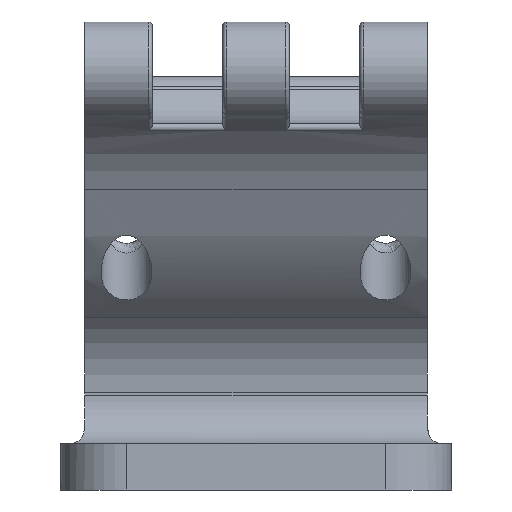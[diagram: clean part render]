
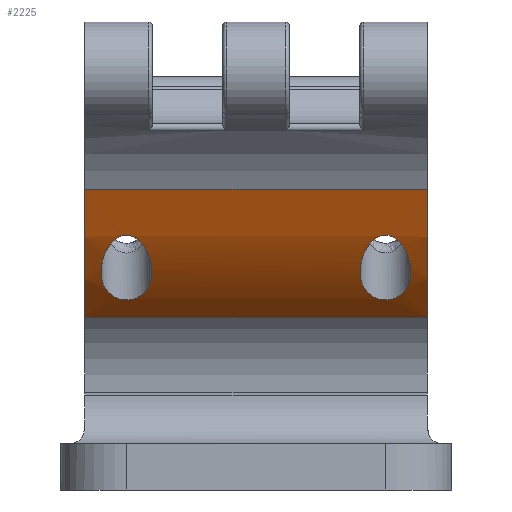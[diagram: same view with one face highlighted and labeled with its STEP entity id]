
A CAD part, left-side view. The second image highlights one B-rep face of the part: STEP entity #2225.
In plain terms, the highlighted cylindrical face has radius 41.656 mm (diameter 83.312 mm), a partial arc.
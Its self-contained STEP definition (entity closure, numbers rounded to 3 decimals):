
#104=FACE_BOUND('',#634,.T.);
#105=FACE_BOUND('',#635,.T.);
#210=LINE('',#4889,#305);
#211=LINE('',#4890,#306);
#305=VECTOR('',#3049,44.45);
#306=VECTOR('',#3050,44.45);
#364=CYLINDRICAL_SURFACE('',#2488,41.656);
#470=FACE_OUTER_BOUND('',#633,.T.);
#633=EDGE_LOOP('',(#1884,#1885,#1886,#1887));
#634=EDGE_LOOP('',(#1888));
#635=EDGE_LOOP('',(#1889));
#725=B_SPLINE_CURVE_WITH_KNOTS('',3,(#4072,#4073,#4074,#4075,#4076,#4077,
#4078,#4079,#4080,#4081,#4082,#4083,#4084,#4085,#4086,#4087,#4088,#4089,
#4090,#4091,#4092,#4093,#4094,#4095,#4096,#4097,#4098,#4099,#4100,#4101,
#4102,#4103,#4104,#4105,#4106,#4107,#4108,#4109),.UNSPECIFIED.,.T.,.F.,
(4,2,2,2,2,2,2,2,2,2,2,2,2,2,2,2,2,2,4),(0.,0.121,0.243,
0.436,0.629,0.85,1.07,1.198,
1.261,1.325,1.389,1.452,1.58,
1.8,2.021,2.214,2.407,2.529,
2.65),.UNSPECIFIED.);
#729=B_SPLINE_CURVE_WITH_KNOTS('',3,(#4314,#4315,#4316,#4317,#4318,#4319,
#4320,#4321,#4322,#4323,#4324,#4325,#4326,#4327,#4328,#4329,#4330,#4331,
#4332,#4333,#4334,#4335,#4336,#4337,#4338,#4339,#4340,#4341,#4342,#4343,
#4344,#4345,#4346,#4347,#4348,#4349,#4350,#4351),.UNSPECIFIED.,.T.,.F.,
(4,2,2,2,2,2,2,2,2,2,2,2,2,2,2,2,2,2,4),(0.,0.121,0.243,
0.436,0.629,0.85,1.07,1.198,
1.261,1.325,1.389,1.452,1.58,
1.8,2.021,2.214,2.407,2.529,
2.65),.UNSPECIFIED.);
#805=CIRCLE('',#2343,41.656);
#813=CIRCLE('',#2355,41.656);
#964=VERTEX_POINT('',#4071);
#967=VERTEX_POINT('',#4313);
#1005=VERTEX_POINT('',#4498);
#1006=VERTEX_POINT('',#4500);
#1016=VERTEX_POINT('',#4529);
#1017=VERTEX_POINT('',#4531);
#1193=EDGE_CURVE('',#964,#964,#725,.T.);
#1199=EDGE_CURVE('',#967,#967,#729,.T.);
#1246=EDGE_CURVE('',#1006,#1005,#805,.T.);
#1262=EDGE_CURVE('',#1016,#1017,#813,.T.);
#1394=EDGE_CURVE('',#1006,#1016,#210,.T.);
#1395=EDGE_CURVE('',#1005,#1017,#211,.T.);
#1884=ORIENTED_EDGE('',*,*,#1394,.F.);
#1885=ORIENTED_EDGE('',*,*,#1246,.T.);
#1886=ORIENTED_EDGE('',*,*,#1395,.T.);
#1887=ORIENTED_EDGE('',*,*,#1262,.F.);
#1888=ORIENTED_EDGE('',*,*,#1199,.T.);
#1889=ORIENTED_EDGE('',*,*,#1193,.T.);
#2225=ADVANCED_FACE('',(#470,#104,#105),#364,.T.);
#2343=AXIS2_PLACEMENT_3D('',#4501,#2702,#2703);
#2355=AXIS2_PLACEMENT_3D('',#4532,#2734,#2735);
#2488=AXIS2_PLACEMENT_3D('',#4888,#3047,#3048);
#2702=DIRECTION('center_axis',(0.,1.,0.));
#2703=DIRECTION('ref_axis',(-0.643,0.,-0.766));
#2734=DIRECTION('center_axis',(0.,1.,0.));
#2735=DIRECTION('ref_axis',(-0.643,0.,-0.766));
#3047=DIRECTION('center_axis',(0.,1.,0.));
#3048=DIRECTION('ref_axis',(1.,0.,0.));
#3049=DIRECTION('',(0.,1.,0.));
#3050=DIRECTION('',(0.,1.,0.));
#4071=CARTESIAN_POINT('',(-29.195,5.436,-29.713));
#4072=CARTESIAN_POINT('Ctrl Pts',(-29.195,5.436,-29.713));
#4073=CARTESIAN_POINT('Ctrl Pts',(-29.195,5.84,-29.713));
#4074=CARTESIAN_POINT('Ctrl Pts',(-29.274,6.258,-29.636));
#4075=CARTESIAN_POINT('Ctrl Pts',(-29.563,7.002,-29.348));
#4076=CARTESIAN_POINT('Ctrl Pts',(-29.771,7.33,-29.137));
#4077=CARTESIAN_POINT('Ctrl Pts',(-30.337,7.99,-28.551));
#4078=CARTESIAN_POINT('Ctrl Pts',(-30.764,8.286,-28.094));
#4079=CARTESIAN_POINT('Ctrl Pts',(-31.642,8.661,-27.1));
#4080=CARTESIAN_POINT('Ctrl Pts',(-32.094,8.738,-26.564));
#4081=CARTESIAN_POINT('Ctrl Pts',(-32.957,8.738,-25.487));
#4082=CARTESIAN_POINT('Ctrl Pts',(-33.439,8.638,-24.852));
#4083=CARTESIAN_POINT('Ctrl Pts',(-34.329,8.226,-23.607));
#4084=CARTESIAN_POINT('Ctrl Pts',(-34.738,7.917,-22.997));
#4085=CARTESIAN_POINT('Ctrl Pts',(-35.258,7.272,-22.186));
#4086=CARTESIAN_POINT('Ctrl Pts',(-35.445,6.971,-21.885));
#4087=CARTESIAN_POINT('Ctrl Pts',(-35.648,6.442,-21.552));
#4088=CARTESIAN_POINT('Ctrl Pts',(-35.703,6.252,-21.46));
#4089=CARTESIAN_POINT('Ctrl Pts',(-35.778,5.855,-21.334));
#4090=CARTESIAN_POINT('Ctrl Pts',(-35.799,5.648,-21.299));
#4091=CARTESIAN_POINT('Ctrl Pts',(-35.799,5.223,-21.299));
#4092=CARTESIAN_POINT('Ctrl Pts',(-35.778,5.016,-21.334));
#4093=CARTESIAN_POINT('Ctrl Pts',(-35.703,4.619,-21.46));
#4094=CARTESIAN_POINT('Ctrl Pts',(-35.648,4.43,-21.552));
#4095=CARTESIAN_POINT('Ctrl Pts',(-35.445,3.901,-21.885));
#4096=CARTESIAN_POINT('Ctrl Pts',(-35.258,3.599,-22.186));
#4097=CARTESIAN_POINT('Ctrl Pts',(-34.738,2.954,-22.997));
#4098=CARTESIAN_POINT('Ctrl Pts',(-34.329,2.645,-23.607));
#4099=CARTESIAN_POINT('Ctrl Pts',(-33.439,2.233,-24.852));
#4100=CARTESIAN_POINT('Ctrl Pts',(-32.957,2.134,-25.487));
#4101=CARTESIAN_POINT('Ctrl Pts',(-32.094,2.134,-26.564));
#4102=CARTESIAN_POINT('Ctrl Pts',(-31.642,2.211,-27.1));
#4103=CARTESIAN_POINT('Ctrl Pts',(-30.764,2.585,-28.094));
#4104=CARTESIAN_POINT('Ctrl Pts',(-30.337,2.882,-28.551));
#4105=CARTESIAN_POINT('Ctrl Pts',(-29.771,3.542,-29.137));
#4106=CARTESIAN_POINT('Ctrl Pts',(-29.563,3.869,-29.348));
#4107=CARTESIAN_POINT('Ctrl Pts',(-29.274,4.614,-29.636));
#4108=CARTESIAN_POINT('Ctrl Pts',(-29.195,5.031,-29.713));
#4109=CARTESIAN_POINT('Ctrl Pts',(-29.195,5.436,-29.713));
#4313=CARTESIAN_POINT('',(-29.195,39.027,-29.713));
#4314=CARTESIAN_POINT('Ctrl Pts',(-29.195,39.027,-29.713));
#4315=CARTESIAN_POINT('Ctrl Pts',(-29.195,39.431,-29.713));
#4316=CARTESIAN_POINT('Ctrl Pts',(-29.274,39.849,-29.636));
#4317=CARTESIAN_POINT('Ctrl Pts',(-29.563,40.594,-29.348));
#4318=CARTESIAN_POINT('Ctrl Pts',(-29.771,40.921,-29.137));
#4319=CARTESIAN_POINT('Ctrl Pts',(-30.337,41.581,-28.551));
#4320=CARTESIAN_POINT('Ctrl Pts',(-30.764,41.878,-28.094));
#4321=CARTESIAN_POINT('Ctrl Pts',(-31.642,42.252,-27.1));
#4322=CARTESIAN_POINT('Ctrl Pts',(-32.094,42.329,-26.564));
#4323=CARTESIAN_POINT('Ctrl Pts',(-32.957,42.329,-25.487));
#4324=CARTESIAN_POINT('Ctrl Pts',(-33.439,42.23,-24.852));
#4325=CARTESIAN_POINT('Ctrl Pts',(-34.329,41.817,-23.607));
#4326=CARTESIAN_POINT('Ctrl Pts',(-34.738,41.509,-22.997));
#4327=CARTESIAN_POINT('Ctrl Pts',(-35.258,40.863,-22.186));
#4328=CARTESIAN_POINT('Ctrl Pts',(-35.445,40.562,-21.885));
#4329=CARTESIAN_POINT('Ctrl Pts',(-35.648,40.033,-21.552));
#4330=CARTESIAN_POINT('Ctrl Pts',(-35.703,39.844,-21.46));
#4331=CARTESIAN_POINT('Ctrl Pts',(-35.778,39.447,-21.334));
#4332=CARTESIAN_POINT('Ctrl Pts',(-35.799,39.239,-21.299));
#4333=CARTESIAN_POINT('Ctrl Pts',(-35.799,38.815,-21.299));
#4334=CARTESIAN_POINT('Ctrl Pts',(-35.778,38.607,-21.334));
#4335=CARTESIAN_POINT('Ctrl Pts',(-35.703,38.21,-21.46));
#4336=CARTESIAN_POINT('Ctrl Pts',(-35.648,38.021,-21.552));
#4337=CARTESIAN_POINT('Ctrl Pts',(-35.445,37.492,-21.885));
#4338=CARTESIAN_POINT('Ctrl Pts',(-35.258,37.191,-22.186));
#4339=CARTESIAN_POINT('Ctrl Pts',(-34.738,36.546,-22.997));
#4340=CARTESIAN_POINT('Ctrl Pts',(-34.329,36.237,-23.607));
#4341=CARTESIAN_POINT('Ctrl Pts',(-33.439,35.825,-24.852));
#4342=CARTESIAN_POINT('Ctrl Pts',(-32.957,35.725,-25.487));
#4343=CARTESIAN_POINT('Ctrl Pts',(-32.094,35.725,-26.564));
#4344=CARTESIAN_POINT('Ctrl Pts',(-31.642,35.802,-27.1));
#4345=CARTESIAN_POINT('Ctrl Pts',(-30.764,36.176,-28.094));
#4346=CARTESIAN_POINT('Ctrl Pts',(-30.337,36.473,-28.551));
#4347=CARTESIAN_POINT('Ctrl Pts',(-29.771,37.133,-29.137));
#4348=CARTESIAN_POINT('Ctrl Pts',(-29.563,37.46,-29.348));
#4349=CARTESIAN_POINT('Ctrl Pts',(-29.274,38.205,-29.636));
#4350=CARTESIAN_POINT('Ctrl Pts',(-29.195,38.623,-29.713));
#4351=CARTESIAN_POINT('Ctrl Pts',(-29.195,39.027,-29.713));
#4498=CARTESIAN_POINT('',(-38.716,0.,-15.372));
#4500=CARTESIAN_POINT('',(-26.765,0.,-31.92));
#4501=CARTESIAN_POINT('Origin',(0.,0.,0.));
#4529=CARTESIAN_POINT('',(-26.765,44.45,-31.92));
#4531=CARTESIAN_POINT('',(-38.716,44.45,-15.372));
#4532=CARTESIAN_POINT('Origin',(0.,44.45,0.));
#4888=CARTESIAN_POINT('Origin',(0.,0.,0.));
#4889=CARTESIAN_POINT('',(-26.765,0.,-31.92));
#4890=CARTESIAN_POINT('',(-38.716,0.,-15.372));
